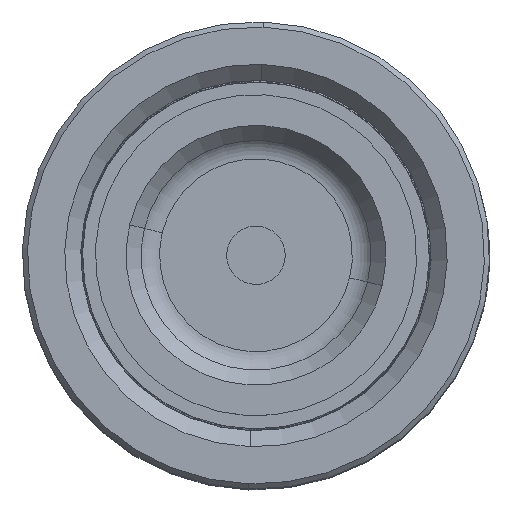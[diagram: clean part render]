
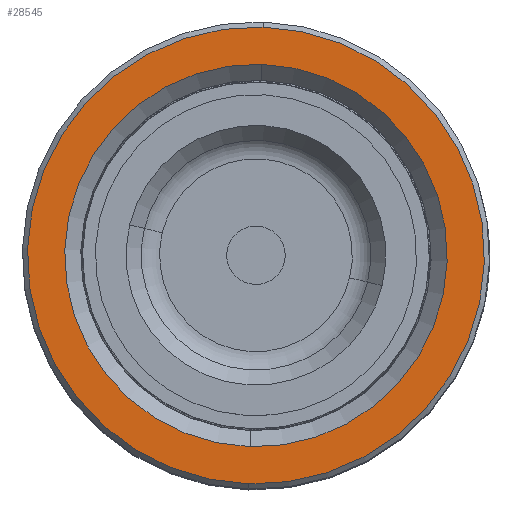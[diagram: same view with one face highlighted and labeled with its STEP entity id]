
A CAD part, top view. The second image highlights one B-rep face of the part: STEP entity #28545.
In plain terms, the highlighted planar face has unit normal (0, 0, 1).
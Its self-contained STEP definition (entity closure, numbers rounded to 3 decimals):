
#311 = CARTESIAN_POINT ( 'NONE',  ( 26.2, 0., 80. ) ) ;
#1326 = EDGE_CURVE ( 'NONE', #19185, #11940, #27499, .T. ) ;
#1420 = CARTESIAN_POINT ( 'NONE',  ( 0., 0., 80. ) ) ;
#4846 = AXIS2_PLACEMENT_3D ( 'NONE', #48737, #8092, #20389 ) ;
#6399 = AXIS2_PLACEMENT_3D ( 'NONE', #1420, #17680, #34088 ) ;
#7008 = DIRECTION ( 'NONE',  ( 1., 0., 0. ) ) ;
#7447 = VERTEX_POINT ( 'NONE', #16607 ) ;
#8092 = DIRECTION ( 'NONE',  ( 0., 0., -1. ) ) ;
#9802 = AXIS2_PLACEMENT_3D ( 'NONE', #23474, #27431, #7008 ) ;
#11940 = VERTEX_POINT ( 'NONE', #50030 ) ;
#13260 = CIRCLE ( 'NONE', #24459, 31.3 ) ;
#14475 = EDGE_LOOP ( 'NONE', ( #35999, #25814 ) ) ;
#14501 = PLANE ( 'NONE',  #25789 ) ;
#14677 = CARTESIAN_POINT ( 'NONE',  ( 0., 0., 80. ) ) ;
#14742 = CARTESIAN_POINT ( 'NONE',  ( -31.3, 0., 80. ) ) ;
#16607 = CARTESIAN_POINT ( 'NONE',  ( -26.2, 0., 80. ) ) ;
#17680 = DIRECTION ( 'NONE',  ( 0., 0., -1. ) ) ;
#19185 = VERTEX_POINT ( 'NONE', #14742 ) ;
#20389 = DIRECTION ( 'NONE',  ( 1., 0., 0. ) ) ;
#21137 = FACE_OUTER_BOUND ( 'NONE', #36929, .T. ) ;
#23474 = CARTESIAN_POINT ( 'NONE',  ( 0., 0., 80. ) ) ;
#24417 = DIRECTION ( 'NONE',  ( 1., 0., 0. ) ) ;
#24459 = AXIS2_PLACEMENT_3D ( 'NONE', #41004, #28756, #24417 ) ;
#25789 = AXIS2_PLACEMENT_3D ( 'NONE', #14677, #51750, #47218 ) ;
#25814 = ORIENTED_EDGE ( 'NONE', *, *, #36727, .T. ) ;
#27097 = ORIENTED_EDGE ( 'NONE', *, *, #31610, .T. ) ;
#27431 = DIRECTION ( 'NONE',  ( 0., 0., 1. ) ) ;
#27499 = CIRCLE ( 'NONE', #9802, 31.3 ) ;
#28006 = EDGE_CURVE ( 'NONE', #50143, #7447, #33373, .T. ) ;
#28545 = ADVANCED_FACE ( 'NONE', ( #21137, #39702 ), #14501, .T. ) ;
#28756 = DIRECTION ( 'NONE',  ( 0., 0., 1. ) ) ;
#30255 = ORIENTED_EDGE ( 'NONE', *, *, #1326, .T. ) ;
#31610 = EDGE_CURVE ( 'NONE', #11940, #19185, #13260, .T. ) ;
#33373 = CIRCLE ( 'NONE', #6399, 26.2 ) ;
#34088 = DIRECTION ( 'NONE',  ( 1., 0., 0. ) ) ;
#35999 = ORIENTED_EDGE ( 'NONE', *, *, #28006, .T. ) ;
#36436 = CIRCLE ( 'NONE', #4846, 26.2 ) ;
#36727 = EDGE_CURVE ( 'NONE', #7447, #50143, #36436, .T. ) ;
#36929 = EDGE_LOOP ( 'NONE', ( #30255, #27097 ) ) ;
#39702 = FACE_BOUND ( 'NONE', #14475, .T. ) ;
#41004 = CARTESIAN_POINT ( 'NONE',  ( 0., 0., 80. ) ) ;
#47218 = DIRECTION ( 'NONE',  ( 1., 0., 0. ) ) ;
#48737 = CARTESIAN_POINT ( 'NONE',  ( 0., 0., 80. ) ) ;
#50030 = CARTESIAN_POINT ( 'NONE',  ( 31.3, 0., 80. ) ) ;
#50143 = VERTEX_POINT ( 'NONE', #311 ) ;
#51750 = DIRECTION ( 'NONE',  ( 0., 0., 1. ) ) ;
